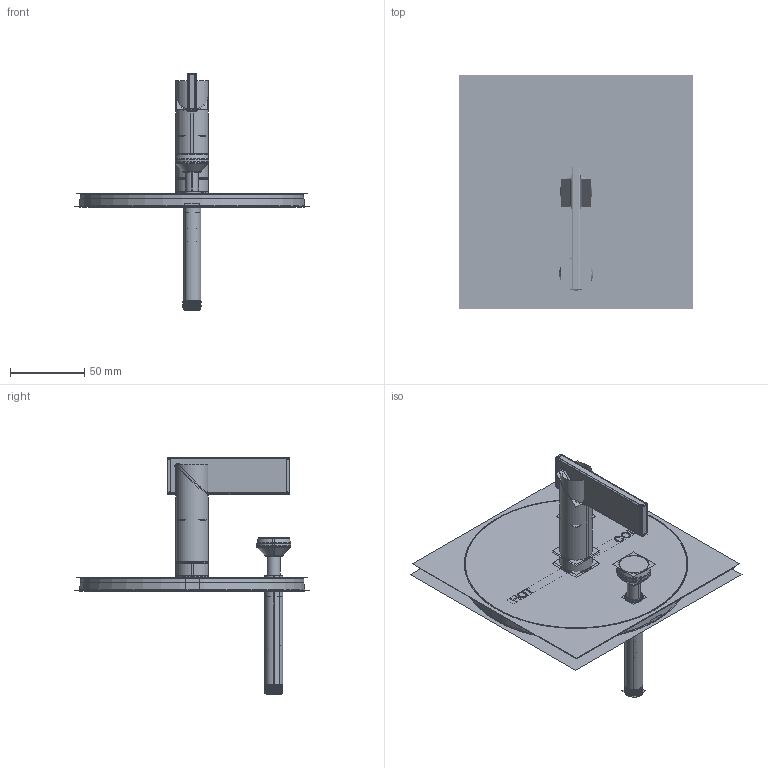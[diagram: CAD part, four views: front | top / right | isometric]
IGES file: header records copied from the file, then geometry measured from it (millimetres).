
Start section:  PTC IGES file: 5-2492bp_asm.igs
Global section: file name: 5-2492bp_asm.igs; native system: Creo Parametric by PTC Inc.; preprocessor: 2019352; author: NSantos; organization: Unknown; date: 20220414.151548; units: inch
Bounding box: 158.5 x 158.34 x 160.3 mm (x, y, z)
Surface area: 1116602.7 mm2 (no closed solid volume)
Topology: 0 solids, 0 shells, 2063 faces, 33625 edges, 44556 vertices
Faces by surface type: revolution 1121, bspline 786, extrusion 156
